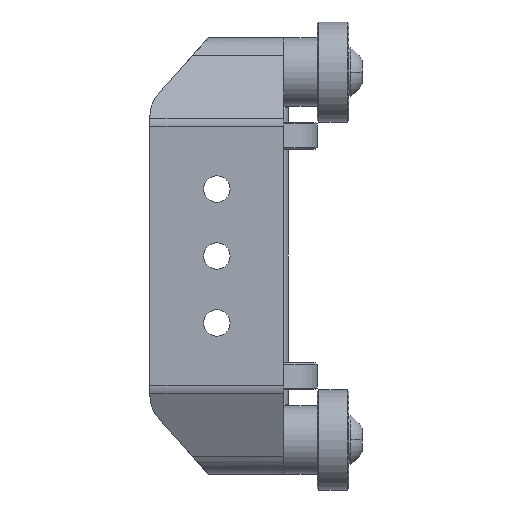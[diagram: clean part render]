
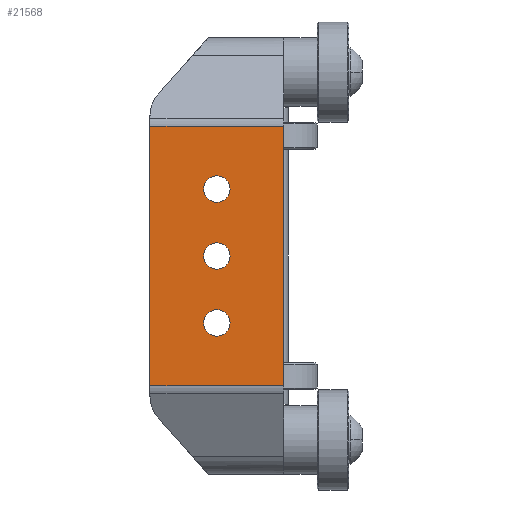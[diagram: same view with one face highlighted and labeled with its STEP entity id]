
A CAD part, front view. The second image highlights one B-rep face of the part: STEP entity #21568.
In plain terms, the highlighted planar face has unit normal (0, -1, 0).
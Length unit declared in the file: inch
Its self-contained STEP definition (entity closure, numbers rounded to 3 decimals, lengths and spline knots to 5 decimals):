
#1184 = AXIS2_PLACEMENT_3D ( 'NONE', #12534, #24150, #3918 ) ;
#1595 = CARTESIAN_POINT ( 'NONE',  ( 0.5, -0.5, 0.96766 ) ) ;
#1990 = EDGE_LOOP ( 'NONE', ( #12733, #41952 ) ) ;
#2037 = VERTEX_POINT ( 'NONE', #19840 ) ;
#2454 = ORIENTED_EDGE ( 'NONE', *, *, #4552, .F. ) ;
#2488 = EDGE_CURVE ( 'NONE', #30787, #9438, #8768, .T. ) ;
#3064 = FACE_OUTER_BOUND ( 'NONE', #30748, .T. ) ;
#3918 = DIRECTION ( 'NONE',  ( 0., 0., 1. ) ) ;
#3973 = VERTEX_POINT ( 'NONE', #12583 ) ;
#4175 = CARTESIAN_POINT ( 'NONE',  ( 0.5, -0.5, 3.5 ) ) ;
#4412 = CARTESIAN_POINT ( 'NONE',  ( -0.5, -0.5, -1.75 ) ) ;
#4552 = EDGE_CURVE ( 'NONE', #39326, #42054, #20184, .T. ) ;
#4596 = VECTOR ( 'NONE', #25148, 39.37008 ) ;
#5630 = CARTESIAN_POINT ( 'NONE',  ( 0., -0.5, 0. ) ) ;
#8005 = CARTESIAN_POINT ( 'NONE',  ( 0.5, -0.5, 0.96766 ) ) ;
#8214 = LINE ( 'NONE', #1595, #4596 ) ;
#8392 = DIRECTION ( 'NONE',  ( 0., 0., 1. ) ) ;
#8768 = CIRCLE ( 'NONE', #29828, 0.09843 ) ;
#9438 = VERTEX_POINT ( 'NONE', #40976 ) ;
#10398 = ORIENTED_EDGE ( 'NONE', *, *, #33013, .T. ) ;
#10733 = FACE_BOUND ( 'NONE', #11691, .T. ) ;
#11326 = CARTESIAN_POINT ( 'NONE',  ( 0., -0.5, -0.5 ) ) ;
#11687 = LINE ( 'NONE', #4412, #30614 ) ;
#11691 = EDGE_LOOP ( 'NONE', ( #15211, #42875 ) ) ;
#12521 = DIRECTION ( 'NONE',  ( 1., 0., 0. ) ) ;
#12534 = CARTESIAN_POINT ( 'NONE',  ( 0.5, -0.5, -1.75 ) ) ;
#12583 = CARTESIAN_POINT ( 'NONE',  ( 0., -0.5, -0.09843 ) ) ;
#12618 = CARTESIAN_POINT ( 'NONE',  ( 0.5, -0.5, -0.96766 ) ) ;
#12733 = ORIENTED_EDGE ( 'NONE', *, *, #16853, .F. ) ;
#13214 = CIRCLE ( 'NONE', #28649, 0.09843 ) ;
#14603 = VECTOR ( 'NONE', #17380, 39.37008 ) ;
#14903 = DIRECTION ( 'NONE',  ( 0., 0., -1. ) ) ;
#15061 = EDGE_CURVE ( 'NONE', #42054, #39326, #20236, .T. ) ;
#15211 = ORIENTED_EDGE ( 'NONE', *, *, #2488, .T. ) ;
#15326 = AXIS2_PLACEMENT_3D ( 'NONE', #34076, #30556, #34532 ) ;
#15357 = EDGE_CURVE ( 'NONE', #2037, #3973, #31481, .T. ) ;
#16113 = ORIENTED_EDGE ( 'NONE', *, *, #22923, .F. ) ;
#16232 = VERTEX_POINT ( 'NONE', #12618 ) ;
#16853 = EDGE_CURVE ( 'NONE', #3973, #2037, #32817, .T. ) ;
#16869 = CARTESIAN_POINT ( 'NONE',  ( -0.5, -0.5, 0.96766 ) ) ;
#17372 = AXIS2_PLACEMENT_3D ( 'NONE', #5630, #19057, #32440 ) ;
#17380 = DIRECTION ( 'NONE',  ( 0., 0., -1. ) ) ;
#17549 = DIRECTION ( 'NONE',  ( 0., -1., 0. ) ) ;
#18337 = VERTEX_POINT ( 'NONE', #24023 ) ;
#19025 = DIRECTION ( 'NONE',  ( 0., 1., 0. ) ) ;
#19057 = DIRECTION ( 'NONE',  ( 0., -1., 0. ) ) ;
#19549 = CARTESIAN_POINT ( 'NONE',  ( 0., -0.5, -0.40157 ) ) ;
#19692 = DIRECTION ( 'NONE',  ( 0., 1., 0. ) ) ;
#19840 = CARTESIAN_POINT ( 'NONE',  ( 0., -0.5, 0.09843 ) ) ;
#20117 = EDGE_CURVE ( 'NONE', #35211, #41611, #8214, .T. ) ;
#20184 = CIRCLE ( 'NONE', #25782, 0.09843 ) ;
#20236 = CIRCLE ( 'NONE', #22331, 0.09843 ) ;
#20252 = FACE_BOUND ( 'NONE', #1990, .T. ) ;
#21568 = ADVANCED_FACE ( 'NONE', ( #20252, #23945, #3064, #10733 ), #34048, .F. ) ;
#21891 = EDGE_LOOP ( 'NONE', ( #2454, #36077 ) ) ;
#22331 = AXIS2_PLACEMENT_3D ( 'NONE', #11326, #24960, #35098 ) ;
#22923 = EDGE_CURVE ( 'NONE', #41611, #16232, #27277, .T. ) ;
#23395 = EDGE_CURVE ( 'NONE', #9438, #30787, #13214, .T. ) ;
#23945 = FACE_BOUND ( 'NONE', #21891, .T. ) ;
#24023 = CARTESIAN_POINT ( 'NONE',  ( -0.5, -0.5, -0.96766 ) ) ;
#24150 = DIRECTION ( 'NONE',  ( 0., 1., 0. ) ) ;
#24960 = DIRECTION ( 'NONE',  ( 0., -1., 0. ) ) ;
#25089 = VECTOR ( 'NONE', #12521, 39.37008 ) ;
#25148 = DIRECTION ( 'NONE',  ( 1., 0., 0. ) ) ;
#25278 = CARTESIAN_POINT ( 'NONE',  ( 0.5, -0.5, -0.96766 ) ) ;
#25782 = AXIS2_PLACEMENT_3D ( 'NONE', #34485, #17549, #14903 ) ;
#27277 = LINE ( 'NONE', #4175, #14603 ) ;
#27351 = ORIENTED_EDGE ( 'NONE', *, *, #20117, .F. ) ;
#28649 = AXIS2_PLACEMENT_3D ( 'NONE', #38819, #19025, #32627 ) ;
#29132 = CARTESIAN_POINT ( 'NONE',  ( 0., -0.5, 0.5 ) ) ;
#29489 = CARTESIAN_POINT ( 'NONE',  ( 0., -0.5, 0.59843 ) ) ;
#29773 = DIRECTION ( 'NONE',  ( 0., 0., 1. ) ) ;
#29828 = AXIS2_PLACEMENT_3D ( 'NONE', #29132, #19692, #29773 ) ;
#30556 = DIRECTION ( 'NONE',  ( 0., -1., 0. ) ) ;
#30614 = VECTOR ( 'NONE', #8392, 39.37008 ) ;
#30748 = EDGE_LOOP ( 'NONE', ( #27351, #38757, #10398, #16113 ) ) ;
#30787 = VERTEX_POINT ( 'NONE', #29489 ) ;
#31481 = CIRCLE ( 'NONE', #15326, 0.09843 ) ;
#31631 = EDGE_CURVE ( 'NONE', #18337, #35211, #11687, .T. ) ;
#32440 = DIRECTION ( 'NONE',  ( 0., 0., -1. ) ) ;
#32627 = DIRECTION ( 'NONE',  ( 0., 0., 1. ) ) ;
#32817 = CIRCLE ( 'NONE', #17372, 0.09843 ) ;
#33013 = EDGE_CURVE ( 'NONE', #18337, #16232, #35609, .T. ) ;
#34048 = PLANE ( 'NONE',  #1184 ) ;
#34076 = CARTESIAN_POINT ( 'NONE',  ( 0., -0.5, 0. ) ) ;
#34485 = CARTESIAN_POINT ( 'NONE',  ( 0., -0.5, -0.5 ) ) ;
#34532 = DIRECTION ( 'NONE',  ( 0., 0., -1. ) ) ;
#35098 = DIRECTION ( 'NONE',  ( 0., 0., -1. ) ) ;
#35211 = VERTEX_POINT ( 'NONE', #16869 ) ;
#35609 = LINE ( 'NONE', #25278, #25089 ) ;
#36077 = ORIENTED_EDGE ( 'NONE', *, *, #15061, .F. ) ;
#38757 = ORIENTED_EDGE ( 'NONE', *, *, #31631, .F. ) ;
#38819 = CARTESIAN_POINT ( 'NONE',  ( 0., -0.5, 0.5 ) ) ;
#39326 = VERTEX_POINT ( 'NONE', #40638 ) ;
#40638 = CARTESIAN_POINT ( 'NONE',  ( 0., -0.5, -0.59843 ) ) ;
#40976 = CARTESIAN_POINT ( 'NONE',  ( 0., -0.5, 0.40157 ) ) ;
#41611 = VERTEX_POINT ( 'NONE', #8005 ) ;
#41952 = ORIENTED_EDGE ( 'NONE', *, *, #15357, .F. ) ;
#42054 = VERTEX_POINT ( 'NONE', #19549 ) ;
#42875 = ORIENTED_EDGE ( 'NONE', *, *, #23395, .T. ) ;
